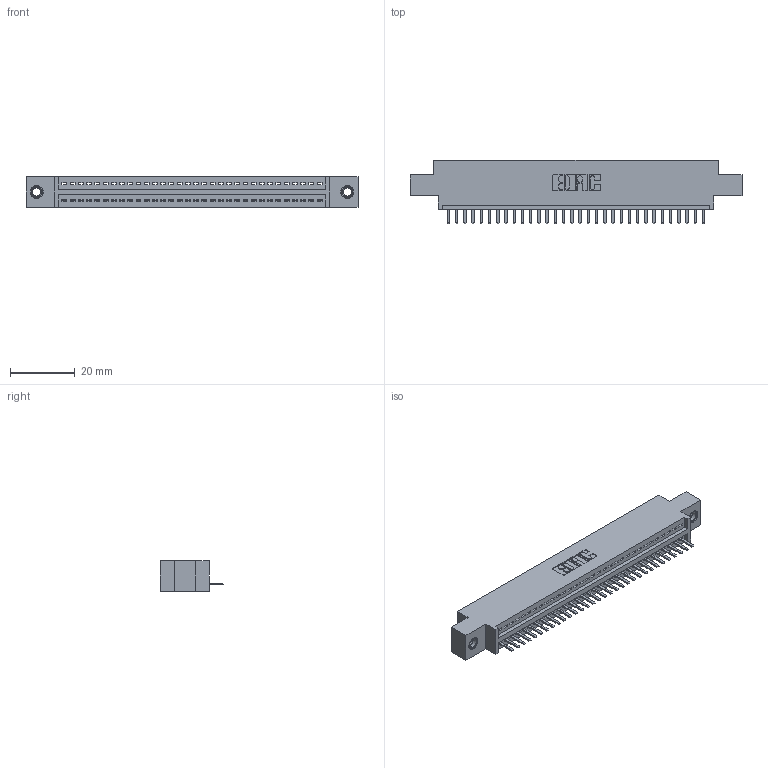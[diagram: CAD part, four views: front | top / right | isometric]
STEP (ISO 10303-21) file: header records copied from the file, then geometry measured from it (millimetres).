
FILE_DESCRIPTION (( 'STEP AP203' ), '1' );
FILE_NAME ('395-032-520-607.STEP', '2019-10-19T13:47:36', ( '' ), ( '' ), 'SwSTEP 2.0', 'SolidWorks 2016', '' );
FILE_SCHEMA (( 'CONFIG_CONTROL_DESIGN' ));
Length unit declared in the file: inch
Products named in the file (4): 345 Part_0.170 Offset - 0.156 Dia-TI; 395-032-520-607; 345-250-001_345-250-005-103; 345-292-001_345-293-120
Assembly tree (35 placements, depth 2):
  395-032-520-607
    345 Part_0.170 Offset - 0.156 Dia-TI
    345-292-001_345-293-120  x32
    345-250-001_345-250-005-103  x2
Bounding box: 102.49 x 19.68 x 9.4 mm (x, y, z)
Volume: 9433.6 mm3; surface area: 12258.5 mm2
Topology: 35 solids, 35 shells, 2174 faces, 6377 edges, 4158 vertices
Faces by surface type: plane 1460, cylinder 698, cone 12, torus 4
Entity records: 26862 total; most frequent: CARTESIAN_POINT 4647, ORIENTED_EDGE 4594, DIRECTION 4087, EDGE_CURVE 2297, LINE 2013, VECTOR 2013, VERTEX_POINT 1524, AXIS2_PLACEMENT_3D 1037
